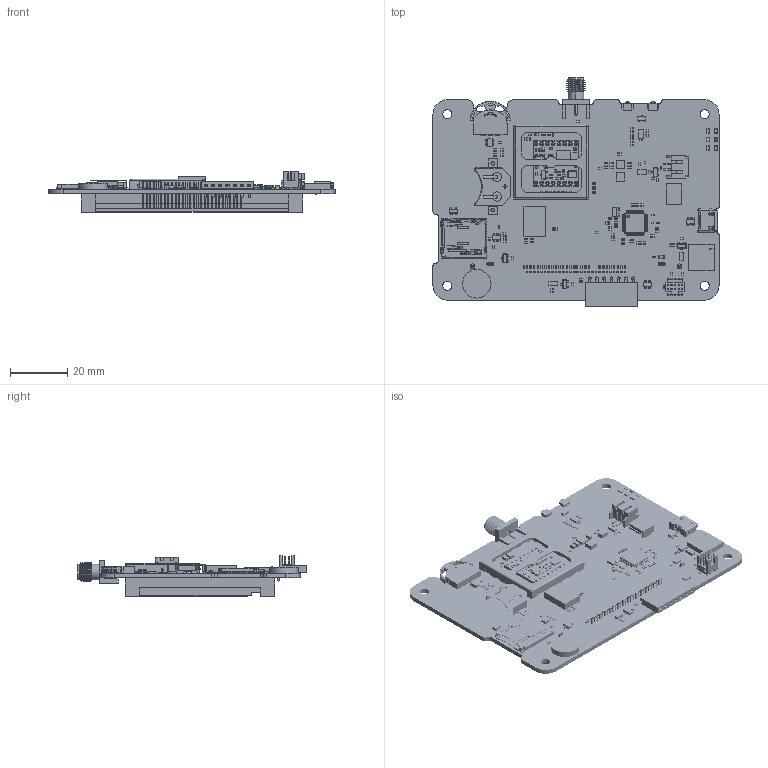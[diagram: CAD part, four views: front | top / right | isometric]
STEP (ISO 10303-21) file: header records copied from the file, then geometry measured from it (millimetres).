
FILE_DESCRIPTION(('Open CASCADE Model'),'2;1');
FILE_NAME('Open CASCADE Shape Model','2019-03-17T11:22:38',('Author'),( 'Open CASCADE'),'Open CASCADE STEP processor 6.8','Open CASCADE 6.8' ,'Unknown');
FILE_SCHEMA(('AUTOMOTIVE_DESIGN { 1 0 10303 214 1 1 1 1 }'));
Length unit declared in the file: millimetre
Products named in the file (329): PCB; Board; R64; 1130221952; Extruded; 1130222208; C42; 1x0.5x0.5x0.25; base; pin; C41; C40; C39; SD1; DM3AT-SF-PEJM5; X1; 1130223104; U6; 1130224896; U2; 1130222592; U1; 1130224512; U3; 1130224256; U4; 1062024632; Open_CASCADE_STEP_translator_6.8_3.1; Body; Open_CASCADE_STEP_translator_6.8_3.2.1; Leader; U5; User_Library-RFM96W; User_Library-RFM96W_Board; User_Library-RFM96W_Designator4; User_Library-RFM96W_Cap0402; User_Library-RFM96W_Designator6; User_Library-RFM96W_Designator7; User_Library-RFM96W_Designator8; User_Library-RFM96W_Designator9 ...
Assembly tree (716 placements, depth 5):
  PCB
    Board
    R64
      1130221952  x2
        Extruded
      1130222208
        Extruded
    C42
      1x0.5x0.5x0.25
        base
        pin  x2
    C41
      1x0.5x0.5x0.25
        base
        pin  x2
    C40
      1x0.5x0.5x0.25
        base
        pin  x2
    C39
      1x0.5x0.5x0.25
        base
        pin  x2
    SD1
      DM3AT-SF-PEJM5
    X1
      1130223104
        Extruded
    U6
      1130224896
        Extruded
    U2
      1130222592
        Extruded
    U1
      1130224512
        Extruded
    U3
      1130224256
        Extruded
    U4
      1062024632
        Open_CASCADE_STEP_translator_6.8_3.1
        Body
          Open_CASCADE_STEP_translator_6.8_3.2.1
        Leader  x24
        Leader  x24
    U5
      User_Library-RFM96W
        User_Library-RFM96W_Board
        User_Library-RFM96W_Designator4
          User_Library-RFM96W_Cap0402
        User_Library-RFM96W_Designator6
          User_Library-RFM96W_Cap0402
        User_Library-RFM96W_Designator7
          User_Library-RFM96W_Cap0402
        User_Library-RFM96W_Designator8
          User_Library-RFM96W_Cap0402
        User_Library-RFM96W_Designator9
          User_Library-RFM96W_Cap0402
Bounding box: 100.1 x 80.07 x 14.27 mm (x, y, z)
Volume: 38465.6 mm3; surface area: 38115 mm2
Topology: 705 solids, 707 shells, 12625 faces, 29858 edges, 17620 vertices
Faces by surface type: plane 7709, cylinder 3731, sphere 616, bspline 534, cone 14, torus 13, revolution 8
Full cylindrical faces by diameter (mm): 0.1 x2, 0.6 x30, 0.8 x2, 0.875 x1, 1.02 x7, 1.1 x2, 1.7 x2, 3.2 x4, 10 x1
Entity records: 167789 total; most frequent: CARTESIAN_POINT 29929, DIRECTION 24508, ORIENTED_EDGE 24079, EDGE_CURVE 12061, LINE 9504, VECTOR 9504, VERTEX_POINT 7734, AXIS2_PLACEMENT_3D 7498
